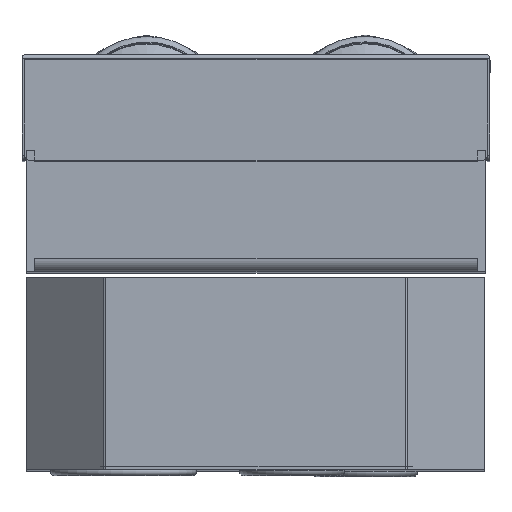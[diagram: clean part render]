
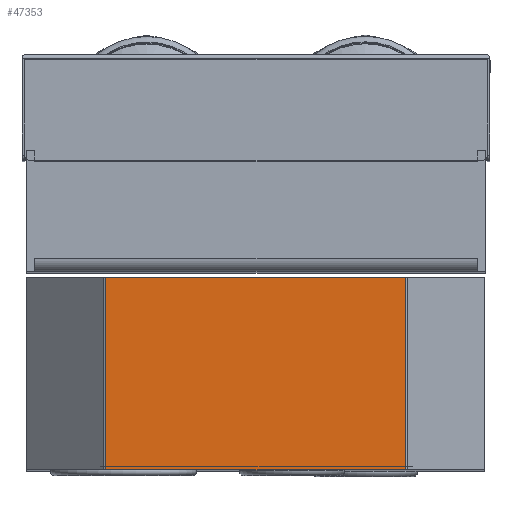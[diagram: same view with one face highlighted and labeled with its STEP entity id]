
A CAD part, top view. The second image highlights one B-rep face of the part: STEP entity #47353.
In plain terms, the highlighted planar face has unit normal (0, 0, 1).
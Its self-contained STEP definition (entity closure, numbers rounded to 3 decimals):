
#1679=PLANE('',#53079);
#4453=LINE('',#84778,#7499);
#4496=LINE('',#84912,#7542);
#4497=LINE('',#84915,#7543);
#4498=LINE('',#84916,#7544);
#7499=VECTOR('',#67003,10.);
#7542=VECTOR('',#67138,10.);
#7543=VECTOR('',#67141,10.);
#7544=VECTOR('',#67142,10.);
#10640=FACE_OUTER_BOUND('',#13223,.T.);
#13223=EDGE_LOOP('',(#41079,#41080,#41081,#41082));
#21035=VERTEX_POINT('',#84775);
#21036=VERTEX_POINT('',#84777);
#21081=VERTEX_POINT('',#84910);
#21082=VERTEX_POINT('',#84914);
#27742=EDGE_CURVE('',#21035,#21036,#4453,.T.);
#27810=EDGE_CURVE('',#21081,#21035,#4496,.T.);
#27811=EDGE_CURVE('',#21082,#21081,#4497,.T.);
#27812=EDGE_CURVE('',#21082,#21036,#4498,.T.);
#41079=ORIENTED_EDGE('',*,*,#27810,.F.);
#41080=ORIENTED_EDGE('',*,*,#27811,.F.);
#41081=ORIENTED_EDGE('',*,*,#27812,.T.);
#41082=ORIENTED_EDGE('',*,*,#27742,.F.);
#47353=ADVANCED_FACE('',(#10640),#1679,.T.);
#53079=AXIS2_PLACEMENT_3D('',#84913,#67139,#67140);
#67003=DIRECTION('',(1.,0.,0.));
#67138=DIRECTION('',(0.,1.,0.));
#67139=DIRECTION('center_axis',(0.,0.,
1.));
#67140=DIRECTION('ref_axis',(-1.,0.,0.));
#67141=DIRECTION('',(-1.,0.,0.));
#67142=DIRECTION('',(0.,1.,0.));
#84775=CARTESIAN_POINT('',(-232.723,651.091,-243.88));
#84777=CARTESIAN_POINT('',(-113.551,651.091,-243.88));
#84778=CARTESIAN_POINT('',(-232.723,651.091,-243.88));
#84910=CARTESIAN_POINT('',(-232.723,574.591,-243.88));
#84912=CARTESIAN_POINT('',(-232.723,575.791,-243.88));
#84913=CARTESIAN_POINT('Origin',(-113.551,575.791,-243.88));
#84914=CARTESIAN_POINT('',(-113.551,574.591,-243.88));
#84915=CARTESIAN_POINT('',(-232.723,574.591,-243.88));
#84916=CARTESIAN_POINT('',(-113.551,575.791,-243.88));
